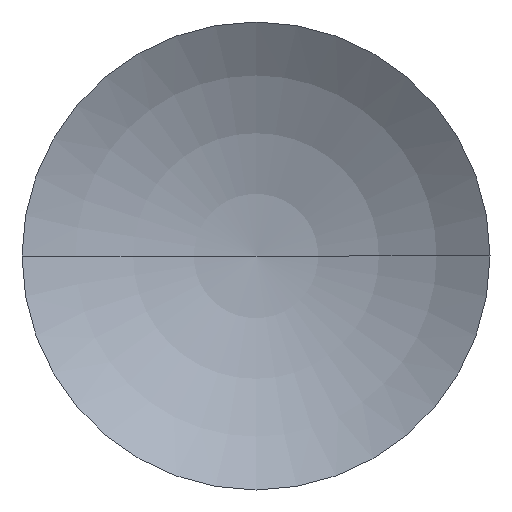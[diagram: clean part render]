
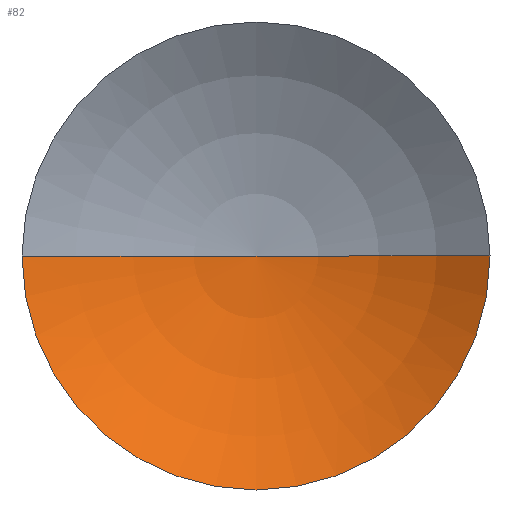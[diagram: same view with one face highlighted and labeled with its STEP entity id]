
A CAD part, left-side view. The second image highlights one B-rep face of the part: STEP entity #82.
In plain terms, the highlighted toroidal (fillet/blend) face has major radius 0.001 mm and minor radius 25.84 mm.
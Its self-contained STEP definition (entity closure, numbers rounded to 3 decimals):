
#2 = EDGE_CURVE ( 'NONE', #155, #78, #154, .T. ) ;
#5 = CARTESIAN_POINT ( 'NONE',  ( -28.34, 0., 0. ) ) ;
#7 = CIRCLE ( 'NONE', #108, 15. ) ;
#14 = EDGE_CURVE ( 'NONE', #149, #78, #83, .T. ) ;
#22 = CARTESIAN_POINT ( 'NONE',  ( -28.34, -0.001, 0. ) ) ;
#24 = DIRECTION ( 'NONE',  ( 1., 0., 0. ) ) ;
#35 = DIRECTION ( 'NONE',  ( 0., 0., -1. ) ) ;
#55 = ORIENTED_EDGE ( 'NONE', *, *, #14, .T. ) ;
#68 = DIRECTION ( 'NONE',  ( 0., 0., 1. ) ) ;
#74 = DIRECTION ( 'NONE',  ( 0., 1., 0. ) ) ;
#78 = VERTEX_POINT ( 'NONE', #156 ) ;
#82 = ADVANCED_FACE ( 'NONE', ( #137 ), #90, .F. ) ;
#83 = CIRCLE ( 'NONE', #188, 25.84 ) ;
#84 = CARTESIAN_POINT ( 'NONE',  ( -28.34, 0.001, 0. ) ) ;
#86 = DIRECTION ( 'NONE',  ( 0., 1., 0. ) ) ;
#90 = TOROIDAL_SURFACE ( 'NONE', #189, -0.001, 25.84 ) ;
#94 = ORIENTED_EDGE ( 'NONE', *, *, #2, .F. ) ;
#108 = AXIS2_PLACEMENT_3D ( 'NONE', #134, #174, #74 ) ;
#110 = EDGE_CURVE ( 'NONE', #149, #155, #7, .T. ) ;
#113 = CARTESIAN_POINT ( 'NONE',  ( -7.3, -15., 0. ) ) ;
#134 = CARTESIAN_POINT ( 'NONE',  ( -7.3, 0., 0. ) ) ;
#137 = FACE_OUTER_BOUND ( 'NONE', #187, .T. ) ;
#149 = VERTEX_POINT ( 'NONE', #113 ) ;
#154 = CIRCLE ( 'NONE', #181, 25.84 ) ;
#155 = VERTEX_POINT ( 'NONE', #177 ) ;
#156 = CARTESIAN_POINT ( 'NONE',  ( -2.5, 0., 0. ) ) ;
#166 = DIRECTION ( 'NONE',  ( -1., 0., 0. ) ) ;
#174 = DIRECTION ( 'NONE',  ( 1., 0., 0. ) ) ;
#177 = CARTESIAN_POINT ( 'NONE',  ( -7.3, 15., 0. ) ) ;
#181 = AXIS2_PLACEMENT_3D ( 'NONE', #22, #35, #166 ) ;
#182 = DIRECTION ( 'NONE',  ( 0., -1., 0. ) ) ;
#187 = EDGE_LOOP ( 'NONE', ( #200, #55, #94 ) ) ;
#188 = AXIS2_PLACEMENT_3D ( 'NONE', #84, #68, #182 ) ;
#189 = AXIS2_PLACEMENT_3D ( 'NONE', #5, #24, #86 ) ;
#200 = ORIENTED_EDGE ( 'NONE', *, *, #110, .F. ) ;
